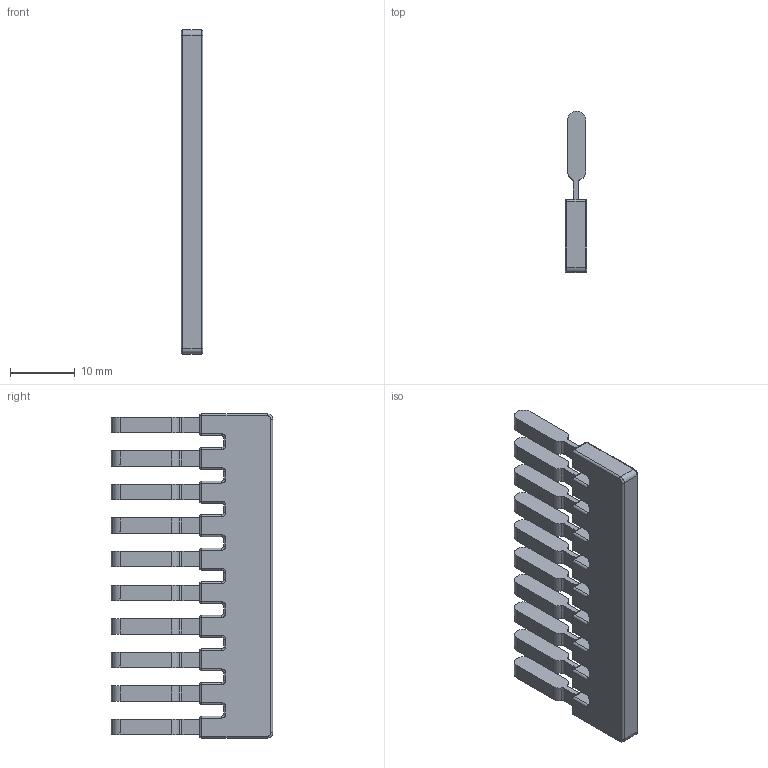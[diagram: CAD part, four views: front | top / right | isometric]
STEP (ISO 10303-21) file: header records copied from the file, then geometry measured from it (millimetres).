
FILE_DESCRIPTION (( 'STEP AP203' ), '1' );
FILE_NAME ('KN-P10J25.step', '2025-04-29T14:03:10', ( '' ), ( '' ), 'SwSTEP 2.0', 'SolidWorks 2024', '' );
FILE_SCHEMA (( 'CONFIG_CONTROL_DESIGN' ));
Length unit declared in the file: millimetre
Products named in the file (1): KN-P10J25
Bounding box: 3.4 x 25 x 50.2 mm (x, y, z)
Volume: 2465.6 mm3; surface area: 2912.5 mm2
Topology: 1 solids, 1 shells, 377 faces, 935 edges, 530 vertices
Faces by surface type: cylinder 179, plane 118, torus 40, sphere 40
Entity records: 11246 total; most frequent: CARTESIAN_POINT 2316, DIRECTION 1977, ORIENTED_EDGE 1790, EDGE_CURVE 895, AXIS2_PLACEMENT_3D 743, VERTEX_POINT 530, VECTOR 491, LINE 491
